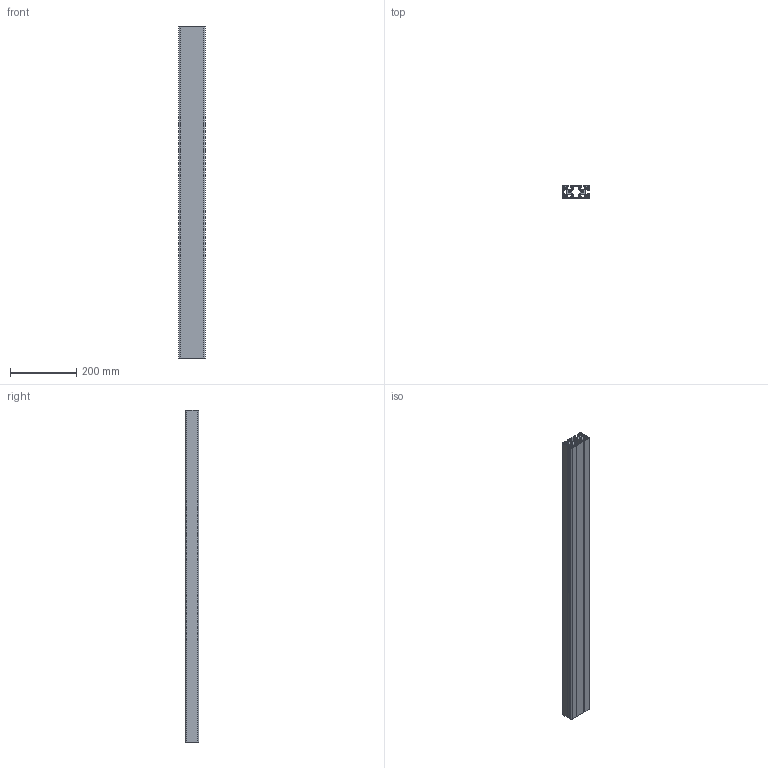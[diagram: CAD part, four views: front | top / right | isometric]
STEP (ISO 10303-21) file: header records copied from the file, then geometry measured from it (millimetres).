
FILE_DESCRIPTION(/* description */ ('Titel eingeben'),/* implementation_level */ '2;1');
FILE_NAME(/* name */ '10011_KriTec_Profil_8_80x40_3N_90Grad_leicht.stp',/* time_stamp */ '2017-02-24T14:29:19+01:00',/* author */ ('Steiner'),/* organization */ (''),/* preprocessor_version */ 'ST-DEVELOPER v16.1',/* originating_system */ 'Autodesk Inventor 2016',/* authorisation */ '');
FILE_SCHEMA (('CONFIG_CONTROL_DESIGN'));
Length unit declared in the file: millimetre
Products named in the file (1): 10011_KriTec_Profil_8_80x40_3N_90°_leicht
Bounding box: 80 x 40 x 1000 mm (x, y, z)
Volume: 1168638.1 mm3; surface area: 801664.6 mm2
Topology: 1 solids, 1 shells, 226 faces, 672 edges, 448 vertices
Faces by surface type: cylinder 119, plane 107
Full cylindrical faces by diameter (mm): 6.8 x2
Entity records: 7708 total; most frequent: DIRECTION 1362, CARTESIAN_POINT 1345, ORIENTED_EDGE 1340, EDGE_CURVE 670, AXIS2_PLACEMENT_3D 465, VERTEX_POINT 448, LINE 432, VECTOR 432
